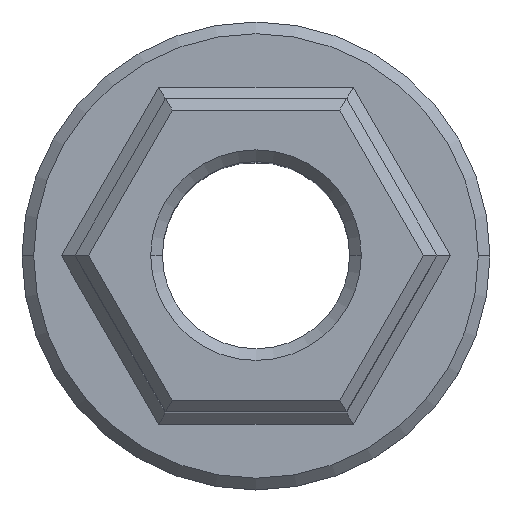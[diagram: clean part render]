
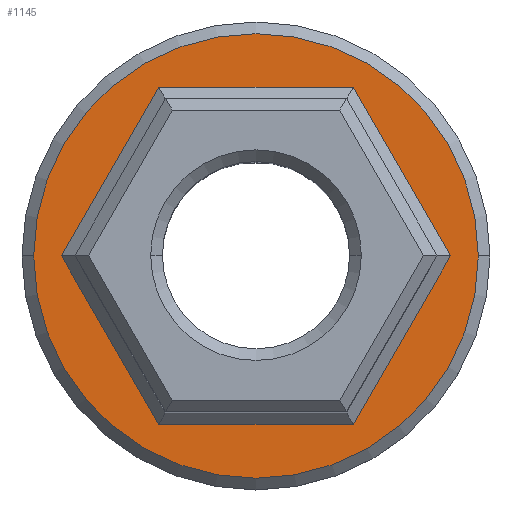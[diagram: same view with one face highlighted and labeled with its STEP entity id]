
A CAD part, top view. The second image highlights one B-rep face of the part: STEP entity #1145.
In plain terms, the highlighted planar face has unit normal (0, 0, 1).
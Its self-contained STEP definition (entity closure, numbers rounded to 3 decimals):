
#16 = LINE ( 'NONE', #968, #897 ) ;
#67 = EDGE_LOOP ( 'NONE', ( #560, #867 ) ) ;
#94 = FACE_OUTER_BOUND ( 'NONE', #67, .T. ) ;
#117 = AXIS2_PLACEMENT_3D ( 'NONE', #1224, #617, #1325 ) ;
#265 = DIRECTION ( 'NONE',  ( -1., 0., 0. ) ) ;
#276 = VERTEX_POINT ( 'NONE', #282 ) ;
#279 = LINE ( 'NONE', #481, #894 ) ;
#281 = VERTEX_POINT ( 'NONE', #714 ) ;
#282 = CARTESIAN_POINT ( 'NONE',  ( -4.75, 0., 0. ) ) ;
#286 = LINE ( 'NONE', #400, #966 ) ;
#300 = VERTEX_POINT ( 'NONE', #612 ) ;
#315 = DIRECTION ( 'NONE',  ( -1., 0., 0. ) ) ;
#317 = AXIS2_PLACEMENT_3D ( 'NONE', #368, #1036, #315 ) ;
#330 = CARTESIAN_POINT ( 'NONE',  ( 1.934, 3.6, 0. ) ) ;
#357 = VERTEX_POINT ( 'NONE', #519 ) ;
#368 = CARTESIAN_POINT ( 'NONE',  ( 0., 0., 0. ) ) ;
#388 = CARTESIAN_POINT ( 'NONE',  ( 4.75, 0., 0. ) ) ;
#400 = CARTESIAN_POINT ( 'NONE',  ( 4.085, 0.125, 0. ) ) ;
#407 = DIRECTION ( 'NONE',  ( -0.5, -0.866, 0. ) ) ;
#409 = CARTESIAN_POINT ( 'NONE',  ( -1.934, -3.6, 0. ) ) ;
#481 = CARTESIAN_POINT ( 'NONE',  ( -2.151, 3.475, 0. ) ) ;
#498 = LINE ( 'NONE', #409, #1075 ) ;
#505 = FACE_BOUND ( 'NONE', #1028, .T. ) ;
#519 = CARTESIAN_POINT ( 'NONE',  ( 2.078, -3.6, 0. ) ) ;
#521 = CARTESIAN_POINT ( 'NONE',  ( 0., 0., 0. ) ) ;
#531 = VECTOR ( 'NONE', #407, 1000. ) ;
#542 = EDGE_CURVE ( 'NONE', #281, #300, #646, .T. ) ;
#560 = ORIENTED_EDGE ( 'NONE', *, *, #996, .T. ) ;
#591 = ORIENTED_EDGE ( 'NONE', *, *, #663, .T. ) ;
#612 = CARTESIAN_POINT ( 'NONE',  ( 2.078, 3.6, 0. ) ) ;
#617 = DIRECTION ( 'NONE',  ( 0., 0., 1. ) ) ;
#626 = DIRECTION ( 'NONE',  ( -1., 0., 0. ) ) ;
#646 = LINE ( 'NONE', #330, #728 ) ;
#663 = EDGE_CURVE ( 'NONE', #684, #281, #279, .T. ) ;
#676 = DIRECTION ( 'NONE',  ( -0.5, 0.866, 0. ) ) ;
#684 = VERTEX_POINT ( 'NONE', #882 ) ;
#702 = DIRECTION ( 'NONE',  ( 0.5, 0.866, 0. ) ) ;
#714 = CARTESIAN_POINT ( 'NONE',  ( -2.078, 3.6, 0. ) ) ;
#715 = CARTESIAN_POINT ( 'NONE',  ( -2.078, -3.6, 0. ) ) ;
#728 = VECTOR ( 'NONE', #977, 1000. ) ;
#754 = EDGE_CURVE ( 'NONE', #1186, #684, #16, .T. ) ;
#836 = AXIS2_PLACEMENT_3D ( 'NONE', #521, #938, #265 ) ;
#867 = ORIENTED_EDGE ( 'NONE', *, *, #1267, .T. ) ;
#880 = ORIENTED_EDGE ( 'NONE', *, *, #754, .T. ) ;
#882 = CARTESIAN_POINT ( 'NONE',  ( -4.157, 0., 0. ) ) ;
#894 = VECTOR ( 'NONE', #702, 1000. ) ;
#897 = VECTOR ( 'NONE', #676, 1000. ) ;
#905 = EDGE_CURVE ( 'NONE', #300, #1148, #286, .T. ) ;
#907 = ORIENTED_EDGE ( 'NONE', *, *, #1111, .T. ) ;
#919 = PLANE ( 'NONE',  #836 ) ;
#932 = ORIENTED_EDGE ( 'NONE', *, *, #1083, .T. ) ;
#938 = DIRECTION ( 'NONE',  ( 0., 0., -1. ) ) ;
#966 = VECTOR ( 'NONE', #1242, 1000. ) ;
#968 = CARTESIAN_POINT ( 'NONE',  ( -4.085, -0.125, 0. ) ) ;
#977 = DIRECTION ( 'NONE',  ( 1., 0., 0. ) ) ;
#996 = EDGE_CURVE ( 'NONE', #276, #1138, #1153, .T. ) ;
#998 = ORIENTED_EDGE ( 'NONE', *, *, #542, .T. ) ;
#1028 = EDGE_LOOP ( 'NONE', ( #907, #880, #591, #998, #1097, #932 ) ) ;
#1036 = DIRECTION ( 'NONE',  ( 0., 0., 1. ) ) ;
#1075 = VECTOR ( 'NONE', #626, 1000. ) ;
#1083 = EDGE_CURVE ( 'NONE', #1148, #357, #1366, .T. ) ;
#1097 = ORIENTED_EDGE ( 'NONE', *, *, #905, .T. ) ;
#1111 = EDGE_CURVE ( 'NONE', #357, #1186, #498, .T. ) ;
#1138 = VERTEX_POINT ( 'NONE', #388 ) ;
#1145 = ADVANCED_FACE ( 'NONE', ( #505, #94 ), #919, .F. ) ;
#1148 = VERTEX_POINT ( 'NONE', #1231 ) ;
#1153 = CIRCLE ( 'NONE', #117, 4.75 ) ;
#1186 = VERTEX_POINT ( 'NONE', #715 ) ;
#1217 = CIRCLE ( 'NONE', #317, 4.75 ) ;
#1224 = CARTESIAN_POINT ( 'NONE',  ( 0., 0., 0. ) ) ;
#1231 = CARTESIAN_POINT ( 'NONE',  ( 4.157, 0., 0. ) ) ;
#1242 = DIRECTION ( 'NONE',  ( 0.5, -0.866, 0. ) ) ;
#1250 = CARTESIAN_POINT ( 'NONE',  ( 2.151, -3.475, 0. ) ) ;
#1267 = EDGE_CURVE ( 'NONE', #1138, #276, #1217, .T. ) ;
#1325 = DIRECTION ( 'NONE',  ( -1., 0., 0. ) ) ;
#1366 = LINE ( 'NONE', #1250, #531 ) ;
